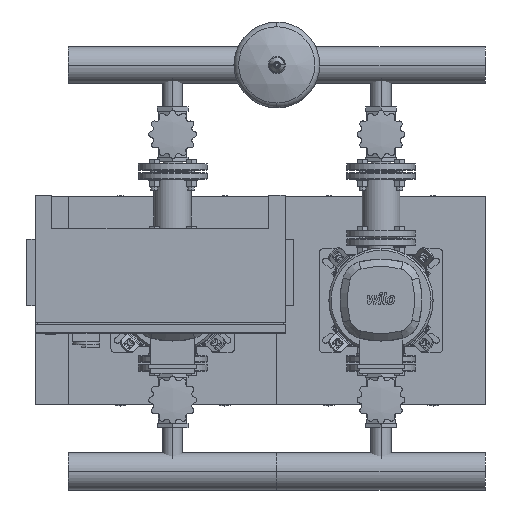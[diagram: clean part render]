
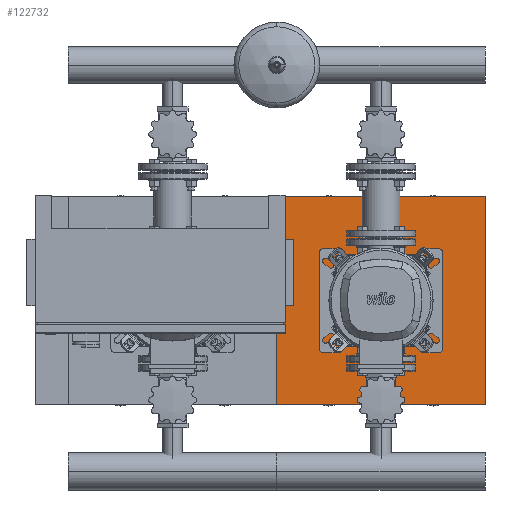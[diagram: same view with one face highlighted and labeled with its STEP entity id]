
A CAD part, top view. The second image highlights one B-rep face of the part: STEP entity #122732.
In plain terms, the highlighted planar face has unit normal (0, 0, 1).
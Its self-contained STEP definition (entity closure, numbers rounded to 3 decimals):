
#122693=CARTESIAN_POINT('',(500.0,0.0,125.0));
#122694=DIRECTION('',(0.0,0.0,1.0));
#122695=DIRECTION('',(0.0,-1.0,0.0));
#122696=AXIS2_PLACEMENT_3D('',#122693,#122694,#122695);
#122697=PLANE('',#122696);
#122698=CARTESIAN_POINT('',(1000.0,-250.0,125.));
#122699=VERTEX_POINT('',#122698);
#122700=CARTESIAN_POINT('',(1000.0,250.0,125.));
#122701=VERTEX_POINT('',#122700);
#122702=CARTESIAN_POINT('',(1000.0,-250.0,125.));
#122703=DIRECTION('',(0.0,1.0,0.0));
#122704=VECTOR('',#122703,500.0);
#122705=LINE('',#122702,#122704);
#122706=EDGE_CURVE('',#122699,#122701,#122705,.T.);
#122707=ORIENTED_EDGE('',*,*,#122706,.T.);
#122708=CARTESIAN_POINT('',(500.0,250.0,125.));
#122709=VERTEX_POINT('',#122708);
#122710=CARTESIAN_POINT('',(500.0,250.0,125.));
#122711=DIRECTION('',(1.0,0.0,0.0));
#122712=VECTOR('',#122711,500.0);
#122713=LINE('',#122710,#122712);
#122714=EDGE_CURVE('',#122709,#122701,#122713,.T.);
#122715=ORIENTED_EDGE('',*,*,#122714,.F.);
#122716=CARTESIAN_POINT('',(500.0,-250.0,125.));
#122717=VERTEX_POINT('',#122716);
#122718=CARTESIAN_POINT('',(500.0,250.0,125.));
#122719=DIRECTION('',(0.0,-1.0,0.0));
#122720=VECTOR('',#122719,500.0);
#122721=LINE('',#122718,#122720);
#122722=EDGE_CURVE('',#122709,#122717,#122721,.T.);
#122723=ORIENTED_EDGE('',*,*,#122722,.T.);
#122724=CARTESIAN_POINT('',(500.0,-250.0,125.));
#122725=DIRECTION('',(1.0,0.0,0.0));
#122726=VECTOR('',#122725,500.0);
#122727=LINE('',#122724,#122726);
#122728=EDGE_CURVE('',#122717,#122699,#122727,.T.);
#122729=ORIENTED_EDGE('',*,*,#122728,.T.);
#122730=EDGE_LOOP('',(#122707,#122715,#122723,#122729));
#122731=FACE_OUTER_BOUND('',#122730,.T.);
#122732=ADVANCED_FACE('',(#122731),#122697,.T.);
